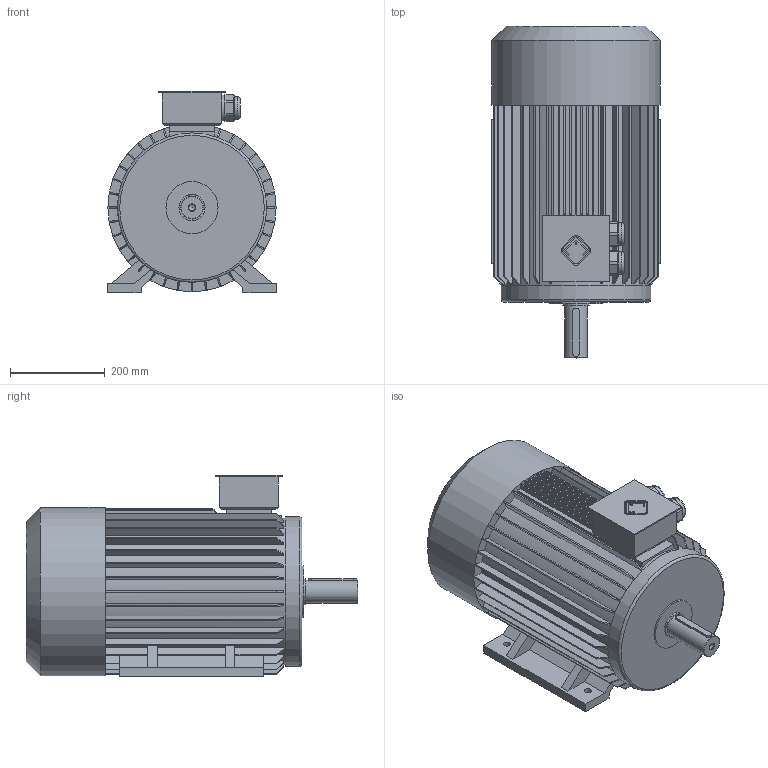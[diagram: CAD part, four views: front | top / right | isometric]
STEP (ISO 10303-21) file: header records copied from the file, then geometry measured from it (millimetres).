
FILE_DESCRIPTION(/* description */ ('Unknown'),/* implementation_level */ '2;1');
FILE_NAME(/* name */ 'AIS180M_В3',/* time_stamp */ '2021-03-29T15:45:58+03:00',/* author */ ('Unknown'),/* organization */ ('Unknown'),/* preprocessor_version */ 'ST-DEVELOPER v16',/* originating_system */ 'DEX',/* authorisation */ $);
FILE_SCHEMA (('AUTOMOTIVE_DESIGN {1 0 10303 214 3 1 1}'));
Length unit declared in the file: millimetre
Products named in the file (1): AIS180M_ﾂ3
Bounding box: 355 x 700 x 426 mm (x, y, z)
Volume: 51513357.9 mm3; surface area: 1546829.6 mm2
Topology: 1 solids, 1 shells, 395 faces, 1124 edges, 743 vertices
Faces by surface type: plane 286, cylinder 68, cone 38, torus 3
Full cylindrical faces by diameter (mm): 13.835 x2, 15 x4, 47.095 x2, 48 x1, 55 x1, 56.5 x2, 110 x1, 310 x1, 315 x1, 355 x1
Entity records: 15713 total; most frequent: CARTESIAN_POINT 2644, ORIENTED_EDGE 2174, DIRECTION 2113, EDGE_CURVE 1087, VERTEX_POINT 731, LINE 713, VECTOR 713, AXIS2_PLACEMENT_3D 700
